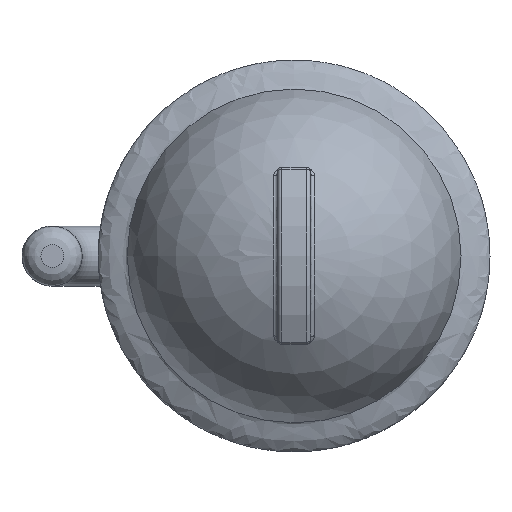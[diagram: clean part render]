
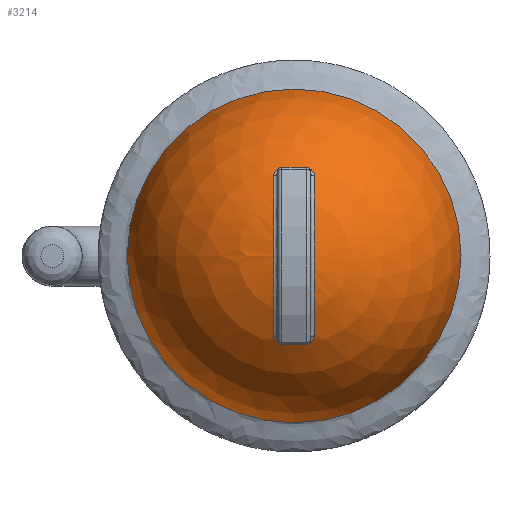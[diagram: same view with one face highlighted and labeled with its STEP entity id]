
A CAD part, top view. The second image highlights one B-rep face of the part: STEP entity #3214.
In plain terms, the highlighted spherical face has radius 40.65 mm.
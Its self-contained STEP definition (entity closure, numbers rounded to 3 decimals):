
#88=SPHERICAL_SURFACE('',#3608,40.65);
#386=FACE_OUTER_BOUND('',#596,.T.);
#596=EDGE_LOOP('',(#2807,#2808,#2809,#2810,#2811,#2812,#2813,#2814,#2815,
#2816,#2817,#2818,#2819));
#776=CIRCLE('',#3594,40.356);
#777=CIRCLE('',#3595,40.356);
#782=CIRCLE('',#3601,40.638);
#783=CIRCLE('',#3603,40.356);
#785=CIRCLE('',#3606,40.638);
#786=CIRCLE('',#3609,40.65);
#787=CIRCLE('',#3610,40.278);
#788=CIRCLE('',#3611,40.278);
#899=B_SPLINE_CURVE_WITH_KNOTS('',3,(#8197,#8198,#8199,#8200,#8201),
 .UNSPECIFIED.,.F.,.F.,(4,1,4),(-0.315,-0.135,0.),
 .UNSPECIFIED.);
#902=B_SPLINE_CURVE_WITH_KNOTS('',3,(#8246,#8247,#8248,#8249,#8250),
 .UNSPECIFIED.,.F.,.F.,(4,1,4),(-0.315,-0.135,0.),
 .UNSPECIFIED.);
#903=B_SPLINE_CURVE_WITH_KNOTS('',3,(#8287,#8288,#8289,#8290,#8291),
 .UNSPECIFIED.,.F.,.F.,(4,1,4),(-0.315,-0.135,0.),
 .UNSPECIFIED.);
#904=B_SPLINE_CURVE_WITH_KNOTS('',3,(#8320,#8321,#8322,#8323,#8324),
 .UNSPECIFIED.,.F.,.F.,(4,1,4),(-0.315,-0.18,0.),
 .UNSPECIFIED.);
#1540=VERTEX_POINT('',#8195);
#1541=VERTEX_POINT('',#8196);
#1544=VERTEX_POINT('',#8236);
#1546=VERTEX_POINT('',#8244);
#1547=VERTEX_POINT('',#8255);
#1548=VERTEX_POINT('',#8283);
#1549=VERTEX_POINT('',#8285);
#1550=VERTEX_POINT('',#8317);
#1551=VERTEX_POINT('',#8319);
#1552=VERTEX_POINT('',#8337);
#1553=VERTEX_POINT('',#8339);
#1961=EDGE_CURVE('',#1540,#1541,#899,.T.);
#1968=EDGE_CURVE('',#1546,#1544,#902,.T.);
#1971=EDGE_CURVE('',#1541,#1547,#776,.T.);
#1972=EDGE_CURVE('',#1547,#1546,#777,.T.);
#1975=EDGE_CURVE('',#1549,#1548,#903,.T.);
#1977=EDGE_CURVE('',#1550,#1551,#904,.T.);
#1979=EDGE_CURVE('',#1544,#1550,#782,.T.);
#1980=EDGE_CURVE('',#1551,#1549,#783,.T.);
#1982=EDGE_CURVE('',#1548,#1540,#785,.T.);
#1985=EDGE_CURVE('',#1547,#1552,#786,.T.);
#1986=EDGE_CURVE('',#1553,#1552,#787,.T.);
#1987=EDGE_CURVE('',#1552,#1553,#788,.T.);
#2807=ORIENTED_EDGE('',*,*,#1977,.F.);
#2808=ORIENTED_EDGE('',*,*,#1979,.F.);
#2809=ORIENTED_EDGE('',*,*,#1968,.F.);
#2810=ORIENTED_EDGE('',*,*,#1972,.F.);
#2811=ORIENTED_EDGE('',*,*,#1985,.T.);
#2812=ORIENTED_EDGE('',*,*,#1986,.F.);
#2813=ORIENTED_EDGE('',*,*,#1987,.F.);
#2814=ORIENTED_EDGE('',*,*,#1985,.F.);
#2815=ORIENTED_EDGE('',*,*,#1971,.F.);
#2816=ORIENTED_EDGE('',*,*,#1961,.F.);
#2817=ORIENTED_EDGE('',*,*,#1982,.F.);
#2818=ORIENTED_EDGE('',*,*,#1975,.F.);
#2819=ORIENTED_EDGE('',*,*,#1980,.F.);
#3214=ADVANCED_FACE('',(#386),#88,.T.);
#3594=AXIS2_PLACEMENT_3D('',#8256,#4373,#4374);
#3595=AXIS2_PLACEMENT_3D('',#8257,#4375,#4376);
#3601=AXIS2_PLACEMENT_3D('',#8327,#4387,#4388);
#3603=AXIS2_PLACEMENT_3D('',#8329,#4391,#4392);
#3606=AXIS2_PLACEMENT_3D('',#8332,#4397,#4398);
#3608=AXIS2_PLACEMENT_3D('',#8336,#4403,#4404);
#3609=AXIS2_PLACEMENT_3D('',#8338,#4405,#4406);
#3610=AXIS2_PLACEMENT_3D('',#8340,#4407,#4408);
#3611=AXIS2_PLACEMENT_3D('',#8341,#4409,#4410);
#4373=DIRECTION('center_axis',(1.,0.,0.));
#4374=DIRECTION('ref_axis',(0.,0.,1.));
#4375=DIRECTION('center_axis',(1.,0.,0.));
#4376=DIRECTION('ref_axis',(0.,0.,1.));
#4387=DIRECTION('center_axis',(0.,0.866,0.5));
#4388=DIRECTION('ref_axis',(0.,-0.5,0.866));
#4391=DIRECTION('center_axis',(-1.,0.,0.));
#4392=DIRECTION('ref_axis',(0.,0.,1.));
#4397=DIRECTION('center_axis',(0.,-0.866,0.5));
#4398=DIRECTION('ref_axis',(0.,0.5,0.866));
#4403=DIRECTION('center_axis',(0.,0.,1.));
#4404=DIRECTION('ref_axis',(1.,0.,0.));
#4405=DIRECTION('center_axis',(0.,-1.,0.));
#4406=DIRECTION('ref_axis',(-1.,0.,0.));
#4407=DIRECTION('center_axis',(0.,0.,-1.));
#4408=DIRECTION('ref_axis',(1.,0.,0.));
#4409=DIRECTION('center_axis',(0.,0.,-1.));
#4410=DIRECTION('ref_axis',(1.,0.,0.));
#8195=CARTESIAN_POINT('',(-2.928,21.112,124.614));
#8196=CARTESIAN_POINT('',(-4.88,19.327,125.427));
#8197=CARTESIAN_POINT('Ctrl Pts',(-2.928,21.112,124.614));
#8198=CARTESIAN_POINT('Ctrl Pts',(-3.512,21.09,124.578));
#8199=CARTESIAN_POINT('Ctrl Pts',(-4.521,20.624,124.749));
#8200=CARTESIAN_POINT('Ctrl Pts',(-4.88,19.712,125.217));
#8201=CARTESIAN_POINT('Ctrl Pts',(-4.88,19.327,125.427));
#8236=CARTESIAN_POINT('',(-2.928,-21.112,124.614));
#8244=CARTESIAN_POINT('',(-4.88,-19.327,125.427));
#8246=CARTESIAN_POINT('Ctrl Pts',(-4.88,-19.327,125.427));
#8247=CARTESIAN_POINT('Ctrl Pts',(-4.88,-19.841,125.147));
#8248=CARTESIAN_POINT('Ctrl Pts',(-4.388,-20.746,124.694));
#8249=CARTESIAN_POINT('Ctrl Pts',(-3.366,-21.096,124.587));
#8250=CARTESIAN_POINT('Ctrl Pts',(-2.928,-21.112,124.614));
#8255=CARTESIAN_POINT('',(-4.88,0.,130.356));
#8256=CARTESIAN_POINT('Origin',(-4.88,0.,90.));
#8257=CARTESIAN_POINT('Origin',(-4.88,0.,90.));
#8283=CARTESIAN_POINT('',(2.928,21.112,124.614));
#8285=CARTESIAN_POINT('',(4.88,19.327,125.427));
#8287=CARTESIAN_POINT('Ctrl Pts',(4.88,19.327,125.427));
#8288=CARTESIAN_POINT('Ctrl Pts',(4.88,19.841,125.147));
#8289=CARTESIAN_POINT('Ctrl Pts',(4.388,20.746,124.694));
#8290=CARTESIAN_POINT('Ctrl Pts',(3.366,21.096,124.587));
#8291=CARTESIAN_POINT('Ctrl Pts',(2.928,21.112,124.614));
#8317=CARTESIAN_POINT('',(2.928,-21.112,124.614));
#8319=CARTESIAN_POINT('',(4.88,-19.327,125.427));
#8320=CARTESIAN_POINT('Ctrl Pts',(2.928,-21.112,124.614));
#8321=CARTESIAN_POINT('Ctrl Pts',(3.366,-21.096,124.587));
#8322=CARTESIAN_POINT('Ctrl Pts',(4.388,-20.746,124.694));
#8323=CARTESIAN_POINT('Ctrl Pts',(4.88,-19.841,125.147));
#8324=CARTESIAN_POINT('Ctrl Pts',(4.88,-19.327,125.427));
#8327=CARTESIAN_POINT('Origin',(0.,-0.845,89.512));
#8329=CARTESIAN_POINT('Origin',(4.88,0.,90.));
#8332=CARTESIAN_POINT('Origin',(0.,0.845,89.512));
#8336=CARTESIAN_POINT('Origin',(0.,0.,90.));
#8337=CARTESIAN_POINT('',(-40.278,0.,95.486));
#8338=CARTESIAN_POINT('Origin',(0.,0.,90.));
#8339=CARTESIAN_POINT('',(0.,40.278,95.486));
#8340=CARTESIAN_POINT('Origin',(0.,0.,95.486));
#8341=CARTESIAN_POINT('Origin',(0.,0.,95.486));
